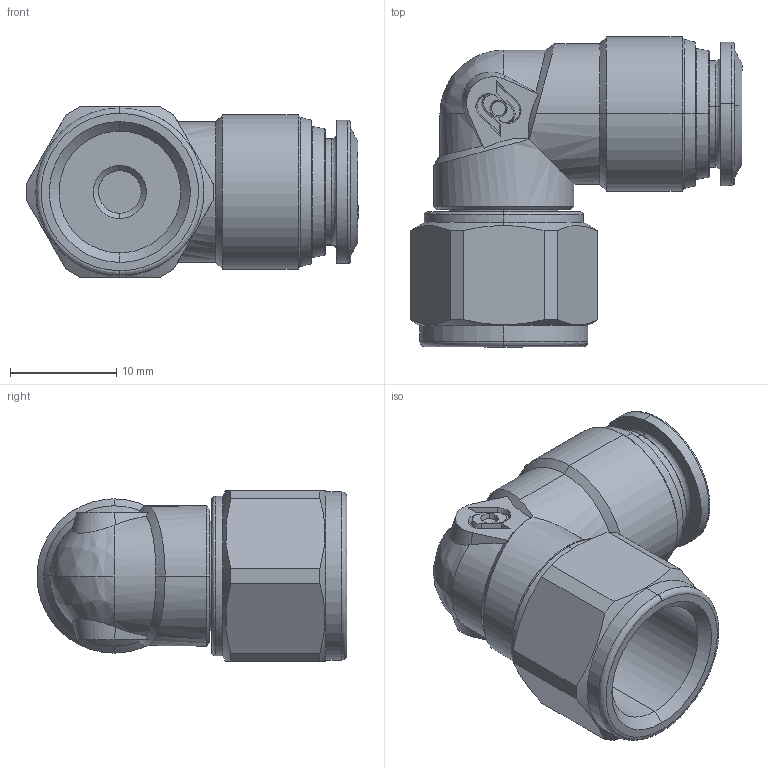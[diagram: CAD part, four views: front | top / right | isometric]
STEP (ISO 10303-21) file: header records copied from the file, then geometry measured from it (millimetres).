
FILE_DESCRIPTION (( 'STEP AP214' ), '1' );
FILE_NAME ('PLF08-G02_ME.STEP', '2018-09-03T13:50:26', ( '' ), ( '' ), 'SwSTEP 2.0', 'SolidWorks 2018', '' );
FILE_SCHEMA (( 'AUTOMOTIVE_DESIGN' ));
Length unit declared in the file: millimetre
Products named in the file (1): PLF08-G02_ME
Bounding box: 31.22 x 29.14 x 16 mm (x, y, z)
Volume: 5455.2 mm3; surface area: 3195.8 mm2
Topology: 1 solids, 1 shells, 140 faces, 349 edges, 223 vertices
Faces by surface type: bspline 140
Entity records: 6358 total; most frequent: CARTESIAN_POINT 4276, ORIENTED_EDGE 694, EDGE_CURVE 347, B_SPLINE_CURVE_WITH_KNOTS 247, VERTEX_POINT 223, EDGE_LOOP 158, FACE_OUTER_BOUND 140, ADVANCED_FACE 140
